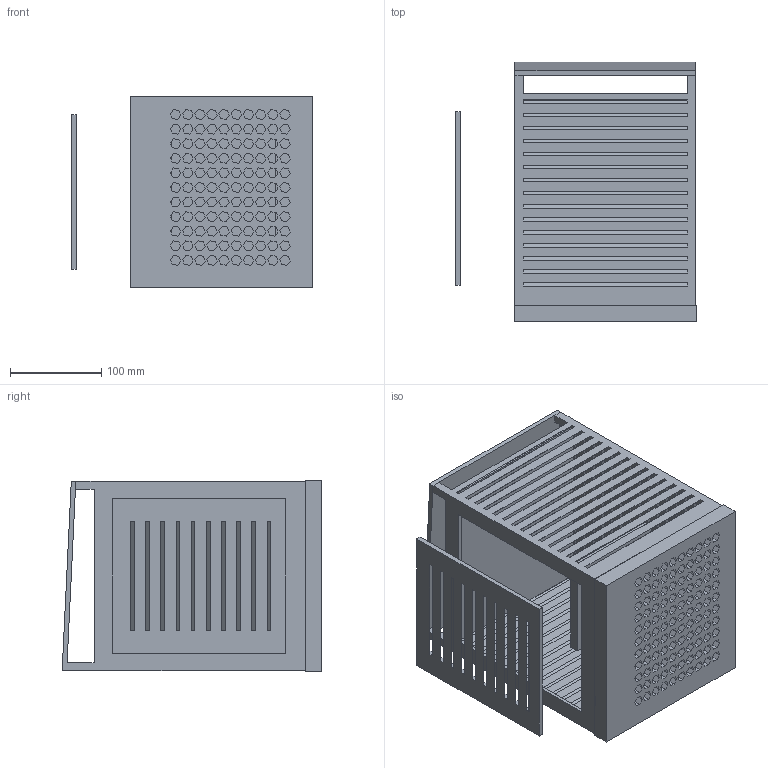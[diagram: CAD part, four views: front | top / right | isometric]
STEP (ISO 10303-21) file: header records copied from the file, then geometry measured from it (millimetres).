
FILE_DESCRIPTION(/* description */ (''),/* implementation_level */ '2;1');
FILE_NAME(/* name */ 'weatherstation.step',/* time_stamp */ '2026-02-15T00:55:34+01:00',/* author */ (''),/* organization */ (''),/* preprocessor_version */ 'ST-DEVELOPER v20.1',/* originating_system */ 'Autodesk Translation Framework v14.24.0.0',/* authorisation */ '');
FILE_SCHEMA (('AUTOMOTIVE_DESIGN { 1 0 10303 214 3 1 1 }'));
Length unit declared in the file: millimetre
Products named in the file (2): 2026-02-14-21-49-30-037; 2026-02-15-00-21-46-807
Assembly tree (1 placements, depth 2):
  2026-02-14-21-49-30-037
    2026-02-15-00-21-46-807
Bounding box: 264 x 284.99 x 210 mm (x, y, z)
Volume: 1769837.4 mm3; surface area: 760278 mm2
Topology: 2 solids, 2 shells, 1747 faces, 4936 edges, 3282 vertices
Faces by surface type: plane 1747
Entity records: 56028 total; most frequent: CARTESIAN_POINT 9968, ORIENTED_EDGE 9872, DIRECTION 8436, LINE 4936, VECTOR 4936, EDGE_CURVE 4936, VERTEX_POINT 3282, EDGE_LOOP 2182
